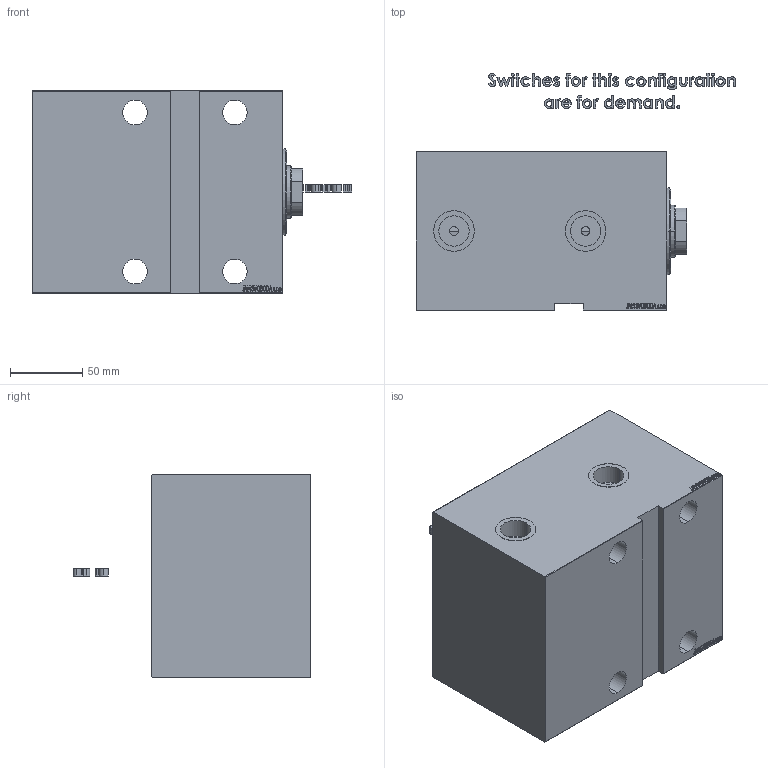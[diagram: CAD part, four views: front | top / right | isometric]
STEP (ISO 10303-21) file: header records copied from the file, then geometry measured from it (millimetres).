
FILE_DESCRIPTION (( 'STEP AP203' ), '1' );
FILE_NAME ('fdd8.STEP', '2022-04-17T15:58:19', ( '' ), ( '' ), 'SwSTEP 2.0', 'SolidWorks 2019', '' );
FILE_SCHEMA (( 'CONFIG_CONTROL_DESIGN' ));
Length unit declared in the file: millimetre
Products named in the file (5): V450CP_E 916fe645a38faa66eb5760a14a8a726d; V450CP_B_VCP 916fe645a38faa66eb5760a14a8a726d; For_demand 916fe645a38faa66eb5760a14a8a726d; V450CP_VC_B 916fe645a38faa66eb5760a14a8a726d; fdd8
Assembly tree (4 placements, depth 2):
  fdd8
    V450CP_E 916fe645a38faa66eb5760a14a8a726d
    V450CP_B_VCP 916fe645a38faa66eb5760a14a8a726d
    V450CP_VC_B 916fe645a38faa66eb5760a14a8a726d
    For_demand 916fe645a38faa66eb5760a14a8a726d
Bounding box: 220.74 x 164.28 x 140 mm (x, y, z)
Volume: 2275771.3 mm3; surface area: 261494.4 mm2
Topology: 48 solids, 48 shells, 1479 faces, 3780 edges, 2509 vertices
Faces by surface type: plane 743, bspline 650, cylinder 68, cone 18
Entity records: 74469 total; most frequent: CARTESIAN_POINT 42431, ORIENTED_EDGE 7556, DIRECTION 4288, EDGE_CURVE 3778, VERTEX_POINT 2509, VECTOR 2316, LINE 2316, EDGE_LOOP 1633
